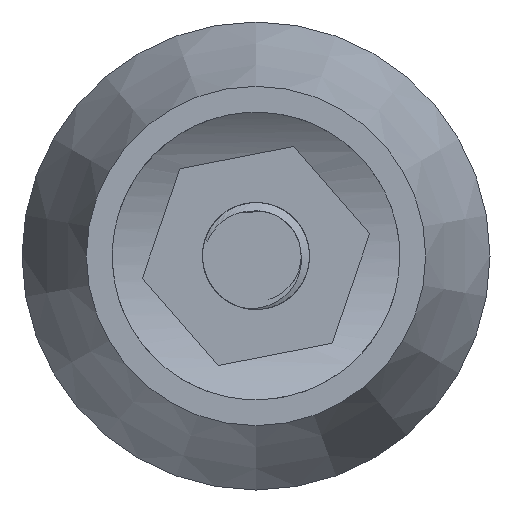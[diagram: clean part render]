
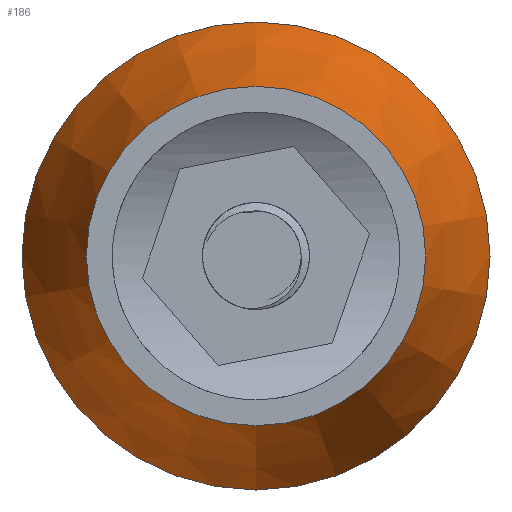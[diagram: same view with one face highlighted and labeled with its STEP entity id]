
A CAD part, left-side view. The second image highlights one B-rep face of the part: STEP entity #186.
In plain terms, the highlighted conical face has half-angle 20 degrees and reference radius 17.5 mm.
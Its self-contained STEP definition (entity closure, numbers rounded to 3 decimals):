
#45=CONICAL_SURFACE('',#642,17.5,20.);
#116=FACE_BOUND('',#271,.T.);
#117=FACE_BOUND('',#272,.T.);
#154=CIRCLE('',#638,12.69);
#155=CIRCLE('',#640,17.5);
#186=ADVANCED_FACE('',(#116,#117),#45,.T.);
#271=EDGE_LOOP('',(#363));
#272=EDGE_LOOP('',(#364));
#363=ORIENTED_EDGE('',*,*,#519,.F.);
#364=ORIENTED_EDGE('',*,*,#520,.T.);
#462=VERTEX_POINT('',#926);
#463=VERTEX_POINT('',#929);
#519=EDGE_CURVE('',#462,#462,#154,.T.);
#520=EDGE_CURVE('',#463,#463,#155,.T.);
#638=AXIS2_PLACEMENT_3D('',#925,#744,#745);
#640=AXIS2_PLACEMENT_3D('',#928,#748,#749);
#642=AXIS2_PLACEMENT_3D('',#931,#752,#753);
#744=DIRECTION('',(-1.,0.,0.));
#745=DIRECTION('',(0.,0.,-1.));
#748=DIRECTION('',(-1.,0.,0.));
#749=DIRECTION('',(0.,0.,1.));
#752=DIRECTION('',(1.,0.,0.));
#753=DIRECTION('',(0.,0.,-1.));
#925=CARTESIAN_POINT('',(6.596,0.,0.));
#926=CARTESIAN_POINT('',(6.596,0.,-12.69));
#928=CARTESIAN_POINT('',(19.812,0.,0.));
#929=CARTESIAN_POINT('',(19.812,0.,17.5));
#931=CARTESIAN_POINT('',(19.812,0.,0.));
